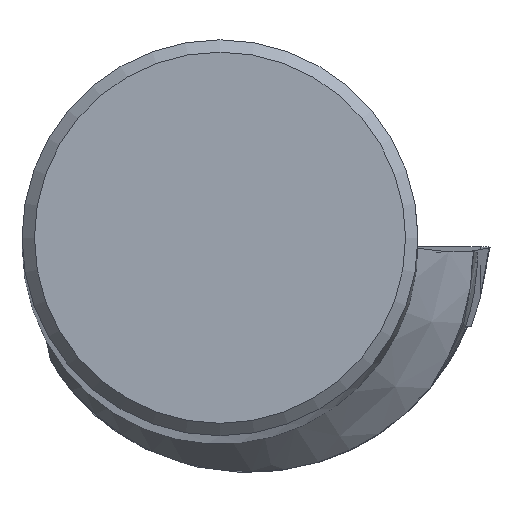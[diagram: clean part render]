
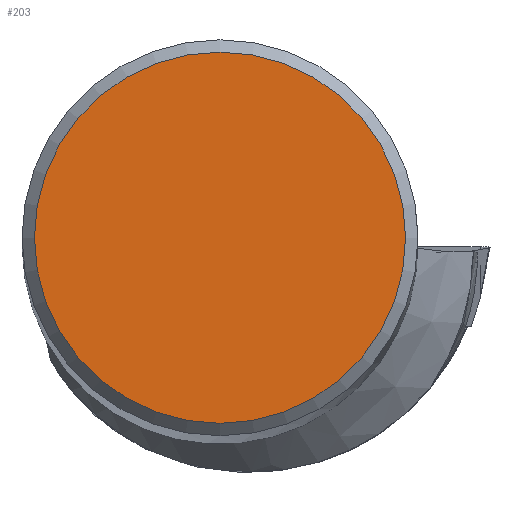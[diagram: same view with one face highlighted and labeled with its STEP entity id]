
A CAD part, top view. The second image highlights one B-rep face of the part: STEP entity #203.
In plain terms, the highlighted planar face has unit normal (0, 0, 1).
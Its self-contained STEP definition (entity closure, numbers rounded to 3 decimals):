
#159=FACE_OUTER_BOUND('',#427,.T.);
#203=ADVANCED_FACE('',(#159),#234,.T.);
#234=PLANE('',#1009);
#427=EDGE_LOOP('',(#554));
#554=ORIENTED_EDGE('',*,*,#821,.F.);
#728=VERTEX_POINT('',#1542);
#821=EDGE_CURVE('',#728,#728,#889,.T.);
#889=CIRCLE('',#1007,7.493);
#1007=AXIS2_PLACEMENT_3D('',#1541,#1167,#1168);
#1009=AXIS2_PLACEMENT_3D('',#1544,#1171,#1172);
#1167=DIRECTION('',(0.,0.,-1.));
#1168=DIRECTION('',(-1.,0.,0.));
#1171=DIRECTION('',(0.,0.,1.));
#1172=DIRECTION('',(-1.,0.,0.));
#1541=CARTESIAN_POINT('',(0.,0.,0.));
#1542=CARTESIAN_POINT('',(-7.493,0.,0.));
#1544=CARTESIAN_POINT('',(0.,0.,0.));
